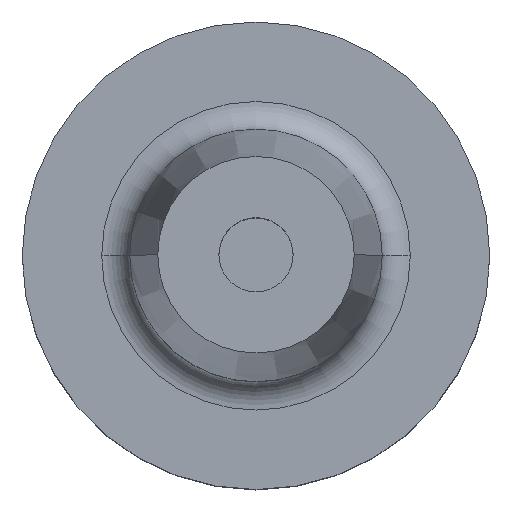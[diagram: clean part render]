
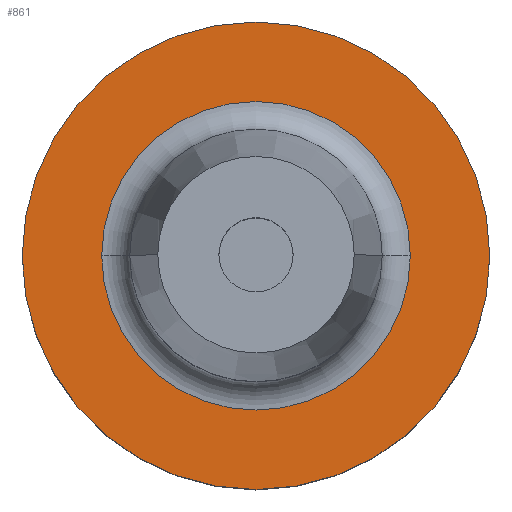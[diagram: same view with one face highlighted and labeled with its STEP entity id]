
A CAD part, top view. The second image highlights one B-rep face of the part: STEP entity #861.
In plain terms, the highlighted planar face has unit normal (0, 0, 1).
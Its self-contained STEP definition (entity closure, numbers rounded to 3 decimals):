
#45 = CIRCLE ( 'NONE', #1107, 16.5 ) ;
#100 = AXIS2_PLACEMENT_3D ( 'NONE', #913, #111, #185 ) ;
#111 = DIRECTION ( 'NONE',  ( 0., 0., -1. ) ) ;
#116 = EDGE_CURVE ( 'NONE', #950, #676, #1166, .T. ) ;
#126 = DIRECTION ( 'NONE',  ( 0., 0., -1. ) ) ;
#127 = ORIENTED_EDGE ( 'NONE', *, *, #362, .T. ) ;
#156 = EDGE_LOOP ( 'NONE', ( #283, #988 ) ) ;
#185 = DIRECTION ( 'NONE',  ( -1., 0., 0. ) ) ;
#261 = EDGE_LOOP ( 'NONE', ( #629, #127 ) ) ;
#283 = ORIENTED_EDGE ( 'NONE', *, *, #871, .T. ) ;
#308 = CARTESIAN_POINT ( 'NONE',  ( -25., 0., 26. ) ) ;
#362 = EDGE_CURVE ( 'NONE', #516, #1086, #981, .T. ) ;
#516 = VERTEX_POINT ( 'NONE', #552 ) ;
#529 = AXIS2_PLACEMENT_3D ( 'NONE', #661, #945, #812 ) ;
#552 = CARTESIAN_POINT ( 'NONE',  ( 16.5, 0., 26. ) ) ;
#590 = AXIS2_PLACEMENT_3D ( 'NONE', #1080, #729, #849 ) ;
#591 = FACE_BOUND ( 'NONE', #261, .T. ) ;
#592 = PLANE ( 'NONE',  #590 ) ;
#612 = FACE_OUTER_BOUND ( 'NONE', #156, .T. ) ;
#629 = ORIENTED_EDGE ( 'NONE', *, *, #1006, .T. ) ;
#661 = CARTESIAN_POINT ( 'NONE',  ( 0., 0., 26. ) ) ;
#676 = VERTEX_POINT ( 'NONE', #953 ) ;
#693 = AXIS2_PLACEMENT_3D ( 'NONE', #701, #706, #710 ) ;
#701 = CARTESIAN_POINT ( 'NONE',  ( 0., 0., 26. ) ) ;
#706 = DIRECTION ( 'NONE',  ( 0., 0., 1. ) ) ;
#710 = DIRECTION ( 'NONE',  ( 1., 0., 0. ) ) ;
#729 = DIRECTION ( 'NONE',  ( 0., 0., -1. ) ) ;
#777 = DIRECTION ( 'NONE',  ( -1., 0., 0. ) ) ;
#812 = DIRECTION ( 'NONE',  ( 1., 0., 0. ) ) ;
#849 = DIRECTION ( 'NONE',  ( -1., 0., 0. ) ) ;
#861 = ADVANCED_FACE ( 'NONE', ( #591, #612 ), #592, .F. ) ;
#871 = EDGE_CURVE ( 'NONE', #676, #950, #1172, .T. ) ;
#913 = CARTESIAN_POINT ( 'NONE',  ( 0., 0., 26. ) ) ;
#945 = DIRECTION ( 'NONE',  ( 0., 0., 1. ) ) ;
#950 = VERTEX_POINT ( 'NONE', #308 ) ;
#953 = CARTESIAN_POINT ( 'NONE',  ( 25., 0., 26. ) ) ;
#981 = CIRCLE ( 'NONE', #100, 16.5 ) ;
#988 = ORIENTED_EDGE ( 'NONE', *, *, #116, .T. ) ;
#1006 = EDGE_CURVE ( 'NONE', #1086, #516, #45, .T. ) ;
#1007 = CARTESIAN_POINT ( 'NONE',  ( 0., 0., 26. ) ) ;
#1080 = CARTESIAN_POINT ( 'NONE',  ( 0., 25., 26. ) ) ;
#1086 = VERTEX_POINT ( 'NONE', #1207 ) ;
#1107 = AXIS2_PLACEMENT_3D ( 'NONE', #1007, #126, #777 ) ;
#1166 = CIRCLE ( 'NONE', #693, 25. ) ;
#1172 = CIRCLE ( 'NONE', #529, 25. ) ;
#1207 = CARTESIAN_POINT ( 'NONE',  ( -16.5, 0., 26. ) ) ;
